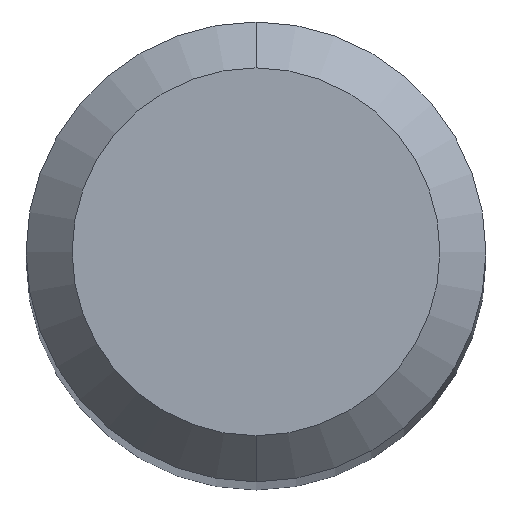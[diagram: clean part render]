
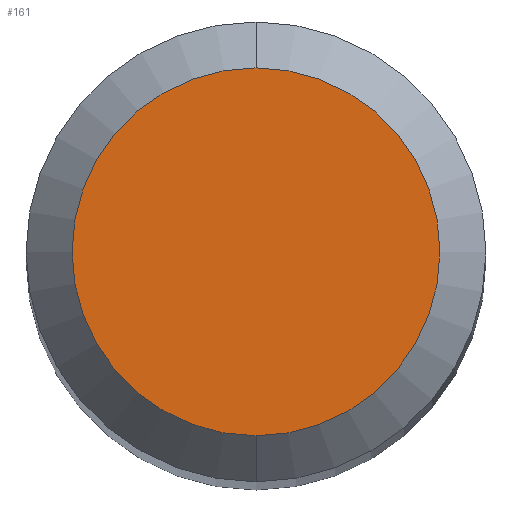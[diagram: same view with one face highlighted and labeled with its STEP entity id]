
A CAD part, top view. The second image highlights one B-rep face of the part: STEP entity #161.
In plain terms, the highlighted planar face has unit normal (0, 0, 1).
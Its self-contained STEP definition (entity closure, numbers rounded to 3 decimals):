
#91=EDGE_CURVE('',#149,#117,#226,.T.);
#117=VERTEX_POINT('',#254);
#149=VERTEX_POINT('',#292);
#161=ADVANCED_FACE('',(#304),#305,.T.);
#183=EDGE_CURVE('',#117,#149,#330,.T.);
#226=CIRCLE('',#369,1.2);
#254=CARTESIAN_POINT('',(0.,-1.2,0.0));
#292=CARTESIAN_POINT('',(0.0,1.2,0.0));
#304=FACE_OUTER_BOUND('',#464,.T.);
#305=PLANE('',#465);
#330=CIRCLE('',#500,1.2);
#369=AXIS2_PLACEMENT_3D('',#535,#536,#537);
#464=EDGE_LOOP('',(#628,#629));
#465=AXIS2_PLACEMENT_3D('',#630,#631,#632);
#500=AXIS2_PLACEMENT_3D('',#669,#670,#671);
#535=CARTESIAN_POINT('',(0.0,0.0,0.0));
#536=DIRECTION('',(0.0,0.0,-1.0));
#537=DIRECTION('',(0.0,1.0,0.0));
#628=ORIENTED_EDGE('',*,*,#91,.F.);
#629=ORIENTED_EDGE('',*,*,#183,.F.);
#630=CARTESIAN_POINT('',(0.0,0.6,0.0));
#631=DIRECTION('',(-0.0,0.0,1.0));
#632=DIRECTION('',(0.0,-1.0,0.0));
#669=CARTESIAN_POINT('',(0.0,0.0,0.0));
#670=DIRECTION('',(0.0,0.0,-1.0));
#671=DIRECTION('',(0.0,1.0,0.0));
